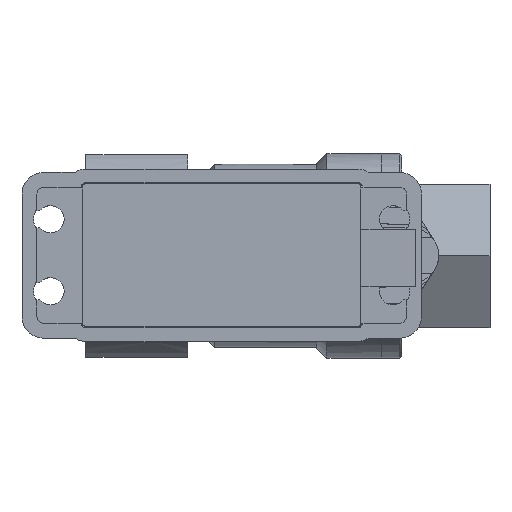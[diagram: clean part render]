
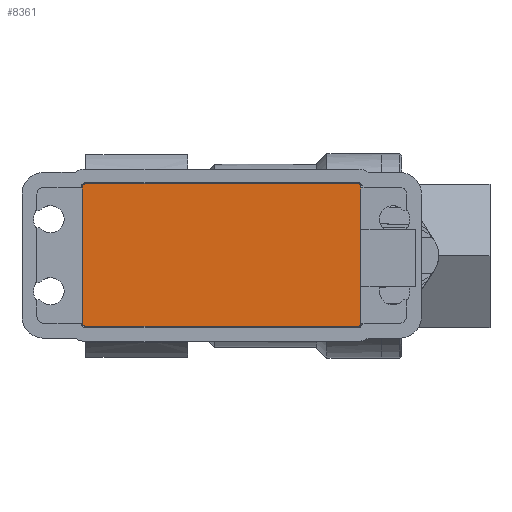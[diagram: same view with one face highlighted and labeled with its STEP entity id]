
A CAD part, top view. The second image highlights one B-rep face of the part: STEP entity #8361.
In plain terms, the highlighted face is planar.
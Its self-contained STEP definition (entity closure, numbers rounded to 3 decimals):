
#530=CIRCLE('',#8954,0.5);
#531=CIRCLE('',#8955,0.5);
#532=CIRCLE('',#8956,0.5);
#533=CIRCLE('',#8957,0.5);
#924=FACE_OUTER_BOUND('',#1396,.T.);
#1396=EDGE_LOOP('',(#5837,#5838,#5839,#5840,#5841,#5842,#5843,#5844));
#1981=LINE('',#11955,#2755);
#1982=LINE('',#11959,#2756);
#1983=LINE('',#11963,#2757);
#1984=LINE('',#11966,#2758);
#2755=VECTOR('',#9854,10.);
#2756=VECTOR('',#9857,10.);
#2757=VECTOR('',#9860,10.);
#2758=VECTOR('',#9863,10.);
#3505=VERTEX_POINT('',#11951);
#3506=VERTEX_POINT('',#11952);
#3507=VERTEX_POINT('',#11954);
#3508=VERTEX_POINT('',#11956);
#3509=VERTEX_POINT('',#11958);
#3510=VERTEX_POINT('',#11960);
#3511=VERTEX_POINT('',#11962);
#3512=VERTEX_POINT('',#11964);
#4401=EDGE_CURVE('',#3505,#3506,#530,.T.);
#4402=EDGE_CURVE('',#3507,#3505,#1981,.T.);
#4403=EDGE_CURVE('',#3508,#3507,#531,.T.);
#4404=EDGE_CURVE('',#3509,#3508,#1982,.T.);
#4405=EDGE_CURVE('',#3510,#3509,#532,.T.);
#4406=EDGE_CURVE('',#3511,#3510,#1983,.T.);
#4407=EDGE_CURVE('',#3512,#3511,#533,.T.);
#4408=EDGE_CURVE('',#3506,#3512,#1984,.T.);
#5837=ORIENTED_EDGE('',*,*,#4401,.F.);
#5838=ORIENTED_EDGE('',*,*,#4402,.F.);
#5839=ORIENTED_EDGE('',*,*,#4403,.F.);
#5840=ORIENTED_EDGE('',*,*,#4404,.F.);
#5841=ORIENTED_EDGE('',*,*,#4405,.F.);
#5842=ORIENTED_EDGE('',*,*,#4406,.F.);
#5843=ORIENTED_EDGE('',*,*,#4407,.F.);
#5844=ORIENTED_EDGE('',*,*,#4408,.F.);
#8089=PLANE('',#8953);
#8361=ADVANCED_FACE('',(#924),#8089,.F.);
#8953=AXIS2_PLACEMENT_3D('',#11950,#9850,#9851);
#8954=AXIS2_PLACEMENT_3D('',#11953,#9852,#9853);
#8955=AXIS2_PLACEMENT_3D('',#11957,#9855,#9856);
#8956=AXIS2_PLACEMENT_3D('',#11961,#9858,#9859);
#8957=AXIS2_PLACEMENT_3D('',#11965,#9861,#9862);
#9850=DIRECTION('center_axis',(0.,0.,1.));
#9851=DIRECTION('ref_axis',(1.,0.,0.));
#9852=DIRECTION('center_axis',(0.,0.,1.));
#9853=DIRECTION('ref_axis',(-0.707,0.707,0.));
#9854=DIRECTION('',(-1.,0.,0.));
#9855=DIRECTION('center_axis',(0.,0.,1.));
#9856=DIRECTION('ref_axis',(0.707,0.707,0.));
#9857=DIRECTION('',(0.,1.,0.));
#9858=DIRECTION('center_axis',(0.,0.,1.));
#9859=DIRECTION('ref_axis',(0.707,-0.707,0.));
#9860=DIRECTION('',(1.,0.,0.));
#9861=DIRECTION('center_axis',(0.,0.,1.));
#9862=DIRECTION('ref_axis',(-0.707,-0.707,0.));
#9863=DIRECTION('',(0.,-1.,0.));
#11950=CARTESIAN_POINT('Origin',(20.5,10.5,0.));
#11951=CARTESIAN_POINT('',(0.5,21.,0.));
#11952=CARTESIAN_POINT('',(0.,20.5,0.));
#11953=CARTESIAN_POINT('Origin',(0.5,20.5,0.));
#11954=CARTESIAN_POINT('',(40.5,21.,0.));
#11955=CARTESIAN_POINT('',(41.,21.,0.));
#11956=CARTESIAN_POINT('',(41.,20.5,0.));
#11957=CARTESIAN_POINT('Origin',(40.5,20.5,0.));
#11958=CARTESIAN_POINT('',(41.,0.5,0.));
#11959=CARTESIAN_POINT('',(41.,0.,0.));
#11960=CARTESIAN_POINT('',(40.5,0.,0.));
#11961=CARTESIAN_POINT('Origin',(40.5,0.5,0.));
#11962=CARTESIAN_POINT('',(0.5,0.,0.));
#11963=CARTESIAN_POINT('',(0.,0.,0.));
#11964=CARTESIAN_POINT('',(0.,0.5,0.));
#11965=CARTESIAN_POINT('Origin',(0.5,0.5,0.));
#11966=CARTESIAN_POINT('',(0.,21.,0.));
